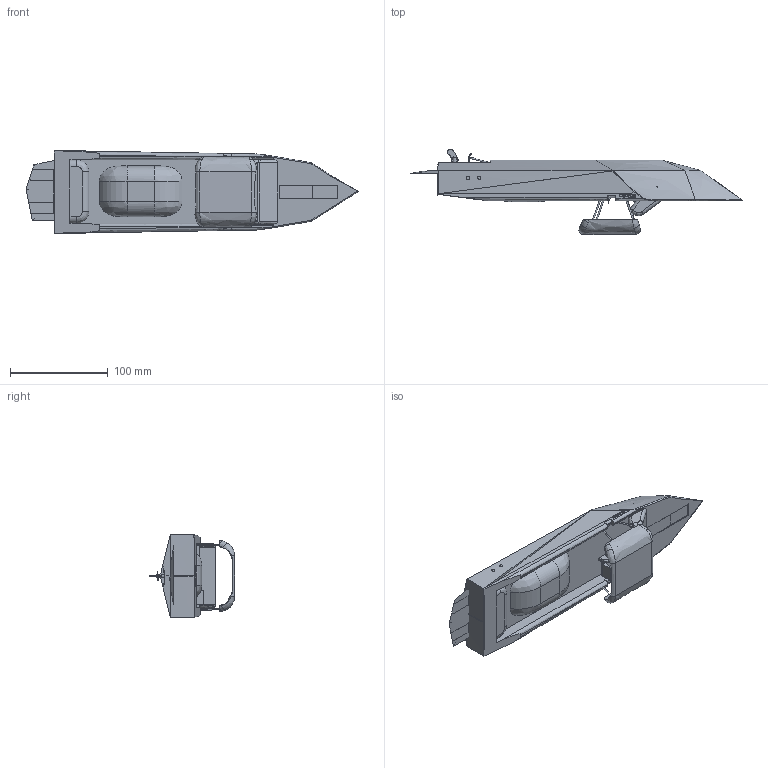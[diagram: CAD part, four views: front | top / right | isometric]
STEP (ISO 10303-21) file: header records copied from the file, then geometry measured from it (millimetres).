
FILE_DESCRIPTION(('FreeCAD Model'),'2;1');
FILE_NAME('Open CASCADE Shape Model','2025-05-05T04:48:20',('FreeCAD'),( 'FreeCAD'),'Open CASCADE STEP processor 7.6','FreeCAD','Unknown');
FILE_SCHEMA(('AUTOMOTIVE_DESIGN { 1 0 10303 214 1 1 1 1 }'));
Length unit declared in the file: millimetre
Products named in the file (1): Open CASCADE STEP translator 7.6 1
Bounding box: 339.67 x 87.16 x 85.09 mm (x, y, z)
Volume: 607796.9 mm3; surface area: 114974.4 mm2
Topology: 54 solids, 54 shells, 728 faces, 1769 edges, 1131 vertices
Faces by surface type: bspline 728
Entity records: 34275 total; most frequent: CARTESIAN_POINT 23363, ORIENTED_EDGE 3498, EDGE_CURVE 1749, B_SPLINE_CURVE_WITH_KNOTS 1564, VERTEX_POINT 1131, FACE_BOUND 744, EDGE_LOOP 744, ADVANCED_FACE 728
